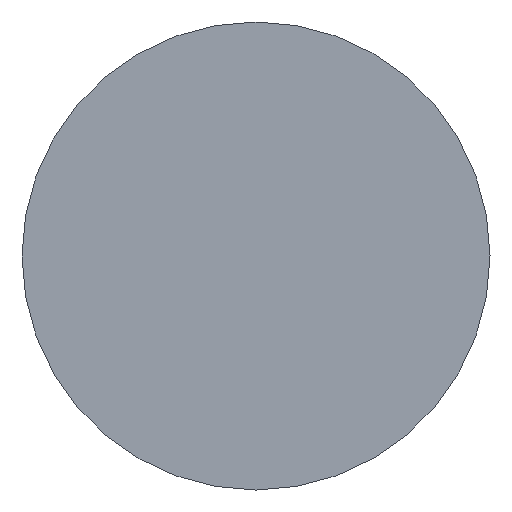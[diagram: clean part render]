
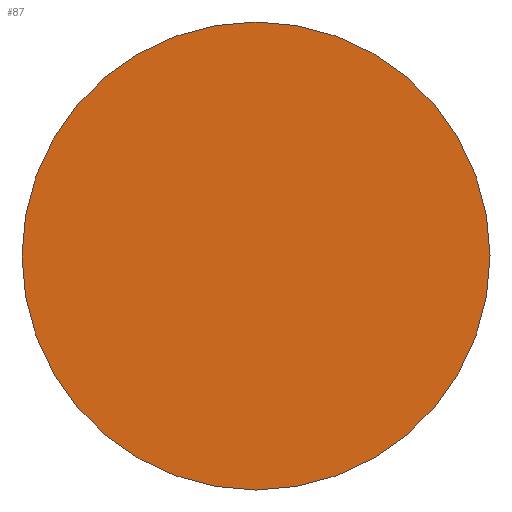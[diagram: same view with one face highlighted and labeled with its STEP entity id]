
A CAD part, left-side view. The second image highlights one B-rep face of the part: STEP entity #87.
In plain terms, the highlighted planar face has unit normal (-1, 0, 0).
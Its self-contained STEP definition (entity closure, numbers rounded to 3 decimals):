
#20=PLANE('',#119);
#28=FACE_OUTER_BOUND('',#34,.T.);
#34=EDGE_LOOP('',(#79));
#48=CIRCLE('',#118,12.5);
#54=VERTEX_POINT('',#167);
#63=EDGE_CURVE('',#54,#54,#48,.T.);
#79=ORIENTED_EDGE('',*,*,#63,.T.);
#87=ADVANCED_FACE('',(#28),#20,.F.);
#118=AXIS2_PLACEMENT_3D('',#169,#144,#145);
#119=AXIS2_PLACEMENT_3D('',#170,#146,#147);
#144=DIRECTION('center_axis',(-1.,0.,0.));
#145=DIRECTION('ref_axis',(0.,-1.,0.));
#146=DIRECTION('center_axis',(1.,0.,0.));
#147=DIRECTION('ref_axis',(0.,0.,-1.));
#167=CARTESIAN_POINT('',(0.,12.5,0.));
#169=CARTESIAN_POINT('Origin',(0.,0.,0.));
#170=CARTESIAN_POINT('Origin',(0.,0.,0.));
